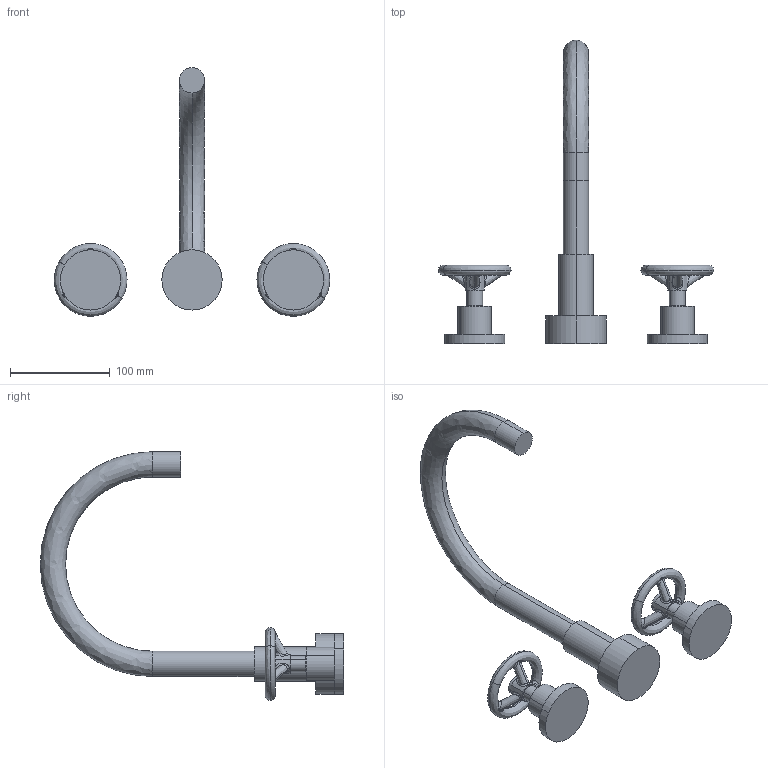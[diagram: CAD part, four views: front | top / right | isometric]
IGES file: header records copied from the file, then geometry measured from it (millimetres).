
Start section:  PTC IGES file: 3-2926.igs
Global section: file name: 3-2926.igs; native system: Creo Parametric by PTC Inc.; preprocessor: 2018400; author: jinson.thomas; organization: Unknown; date: 20210315.121439; units: inch
Bounding box: 276.23 x 304.23 x 249.24 mm (x, y, z)
Volume: 525740.9 mm3; surface area: 94187.3 mm2
Topology: 3 solids, 3 shells, 102 faces, 236 edges, 142 vertices
Faces by surface type: bspline 52, revolution 50
